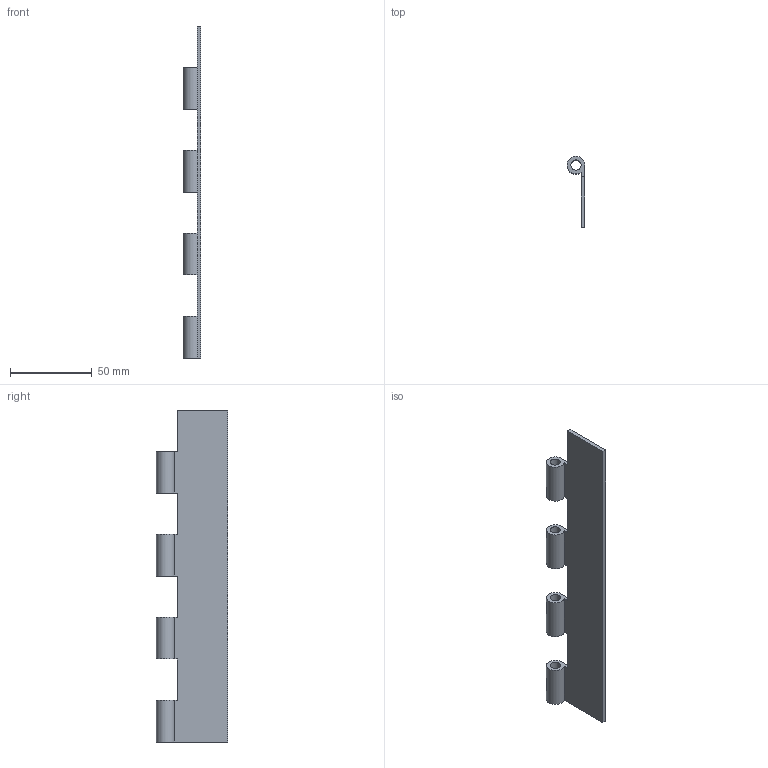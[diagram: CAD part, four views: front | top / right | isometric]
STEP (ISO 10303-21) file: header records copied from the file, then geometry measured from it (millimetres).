
FILE_DESCRIPTION(/* description */ (''),/* implementation_level */ '2;1');
FILE_NAME(/* name */ 'FE-00004-08a.ipt.stp',/* time_stamp */ '2018-01-01T11:14:30-08:00',/* author */ ('PhillipD'),/* organization */ (''),/* preprocessor_version */ 'ST-DEVELOPER v16.13',/* originating_system */ 'Autodesk Inventor 2018',/* authorisation */ '');
FILE_SCHEMA (('AUTOMOTIVE_DESIGN { 1 0 10303 214 3 1 1 }'));
Length unit declared in the file: inch
Products named in the file (1): FE-00004-08a
Bounding box: 10.92 x 43.56 x 203.2 mm (x, y, z)
Volume: 21594.9 mm3; surface area: 19956.6 mm2
Topology: 1 solids, 1 shells, 24 faces, 66 edges, 44 vertices
Faces by surface type: plane 16, cylinder 8
Full cylindrical faces by diameter (mm): 6.35 x4
Entity records: 810 total; most frequent: CARTESIAN_POINT 131, DIRECTION 128, ORIENTED_EDGE 124, EDGE_CURVE 62, LINE 46, VECTOR 46, VERTEX_POINT 44, AXIS2_PLACEMENT_3D 41
